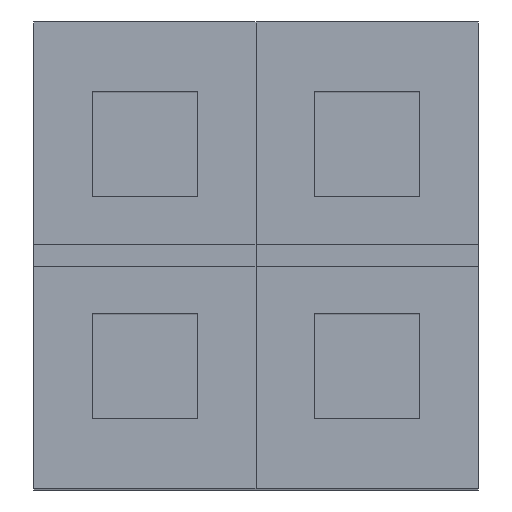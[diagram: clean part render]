
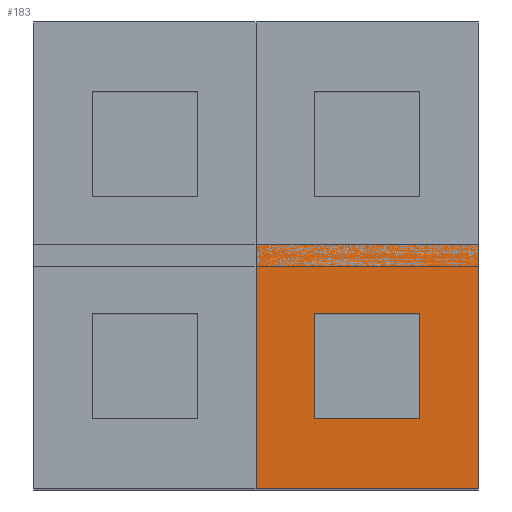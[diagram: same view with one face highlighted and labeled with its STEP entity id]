
A CAD part, top view. The second image highlights one B-rep face of the part: STEP entity #183.
In plain terms, the highlighted planar face has unit normal (0, 0, 1).
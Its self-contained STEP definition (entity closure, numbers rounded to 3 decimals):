
#21 = CARTESIAN_POINT ( 'NONE',  ( 3.14, -0.6, 10. ) ) ;
#60 = CARTESIAN_POINT ( 'NONE',  ( 3.14, 0.6, 10. ) ) ;
#74 = LINE ( 'NONE', #1897, #2090 ) ;
#76 = ORIENTED_EDGE ( 'NONE', *, *, #1443, .F. ) ;
#104 = CARTESIAN_POINT ( 'NONE',  ( 3.81, -1.395, 10. ) ) ;
#140 = VECTOR ( 'NONE', #170, 1000. ) ;
#152 = LINE ( 'NONE', #60, #1383 ) ;
#170 = DIRECTION ( 'NONE',  ( 0., -1., 0. ) ) ;
#179 = CARTESIAN_POINT ( 'NONE',  ( 1.27, 1.395, 10. ) ) ;
#183 = ADVANCED_FACE ( 'NONE', ( #1377, #314 ), #1446, .F. ) ;
#203 = EDGE_CURVE ( 'NONE', #1749, #2143, #1375, .T. ) ;
#234 = ORIENTED_EDGE ( 'NONE', *, *, #203, .T. ) ;
#251 = ORIENTED_EDGE ( 'NONE', *, *, #2078, .F. ) ;
#277 = CARTESIAN_POINT ( 'NONE',  ( 1.27, 1.395, 10. ) ) ;
#279 = EDGE_CURVE ( 'NONE', #1424, #1795, #1165, .T. ) ;
#304 = CARTESIAN_POINT ( 'NONE',  ( 1.94, -0.6, 10. ) ) ;
#314 = FACE_OUTER_BOUND ( 'NONE', #2006, .T. ) ;
#322 = VECTOR ( 'NONE', #775, 1000. ) ;
#463 = LINE ( 'NONE', #179, #322 ) ;
#502 = VECTOR ( 'NONE', #2513, 1000. ) ;
#512 = DIRECTION ( 'NONE',  ( 0., -1., 0. ) ) ;
#640 = VECTOR ( 'NONE', #1992, 1000. ) ;
#664 = CARTESIAN_POINT ( 'NONE',  ( 1.27, -1.395, 10. ) ) ;
#672 = ORIENTED_EDGE ( 'NONE', *, *, #960, .F. ) ;
#691 = ORIENTED_EDGE ( 'NONE', *, *, #279, .F. ) ;
#775 = DIRECTION ( 'NONE',  ( 1., 0., 0. ) ) ;
#846 = VERTEX_POINT ( 'NONE', #2236 ) ;
#856 = ORIENTED_EDGE ( 'NONE', *, *, #1202, .F. ) ;
#866 = CARTESIAN_POINT ( 'NONE',  ( 3.81, 1.395, 10. ) ) ;
#889 = ORIENTED_EDGE ( 'NONE', *, *, #1345, .T. ) ;
#960 = EDGE_CURVE ( 'NONE', #1795, #1488, #152, .T. ) ;
#1038 = DIRECTION ( 'NONE',  ( 0., 0., -1. ) ) ;
#1088 = DIRECTION ( 'NONE',  ( 1., 0., 0. ) ) ;
#1165 = LINE ( 'NONE', #1489, #1196 ) ;
#1196 = VECTOR ( 'NONE', #1088, 1000. ) ;
#1202 = EDGE_CURVE ( 'NONE', #2222, #1964, #463, .T. ) ;
#1229 = CARTESIAN_POINT ( 'NONE',  ( 1.27, 1.395, 10. ) ) ;
#1268 = DIRECTION ( 'NONE',  ( -1., 0., 0. ) ) ;
#1317 = CARTESIAN_POINT ( 'NONE',  ( 3.14, 0.6, 10. ) ) ;
#1345 = EDGE_CURVE ( 'NONE', #2222, #1749, #2017, .T. ) ;
#1354 = AXIS2_PLACEMENT_3D ( 'NONE', #277, #1038, #1268 ) ;
#1375 = LINE ( 'NONE', #664, #2410 ) ;
#1377 = FACE_BOUND ( 'NONE', #1433, .T. ) ;
#1380 = CARTESIAN_POINT ( 'NONE',  ( 1.94, 0.6, 10. ) ) ;
#1383 = VECTOR ( 'NONE', #1885, 1000. ) ;
#1424 = VERTEX_POINT ( 'NONE', #304 ) ;
#1433 = EDGE_LOOP ( 'NONE', ( #2491, #672, #691, #251 ) ) ;
#1443 = EDGE_CURVE ( 'NONE', #1964, #2143, #2197, .T. ) ;
#1446 = PLANE ( 'NONE',  #1354 ) ;
#1488 = VERTEX_POINT ( 'NONE', #1317 ) ;
#1489 = CARTESIAN_POINT ( 'NONE',  ( 1.94, -0.6, 10. ) ) ;
#1515 = LINE ( 'NONE', #1380, #502 ) ;
#1544 = CARTESIAN_POINT ( 'NONE',  ( 1.27, 1.395, 10. ) ) ;
#1608 = EDGE_CURVE ( 'NONE', #1488, #846, #1515, .T. ) ;
#1749 = VERTEX_POINT ( 'NONE', #2316 ) ;
#1795 = VERTEX_POINT ( 'NONE', #21 ) ;
#1845 = DIRECTION ( 'NONE',  ( 1., 0., 0. ) ) ;
#1885 = DIRECTION ( 'NONE',  ( 0., 1., 0. ) ) ;
#1897 = CARTESIAN_POINT ( 'NONE',  ( 1.94, 0.6, 10. ) ) ;
#1964 = VERTEX_POINT ( 'NONE', #866 ) ;
#1992 = DIRECTION ( 'NONE',  ( 0., -1., 0. ) ) ;
#2006 = EDGE_LOOP ( 'NONE', ( #234, #76, #856, #889 ) ) ;
#2017 = LINE ( 'NONE', #1229, #640 ) ;
#2078 = EDGE_CURVE ( 'NONE', #846, #1424, #74, .T. ) ;
#2082 = CARTESIAN_POINT ( 'NONE',  ( 3.81, 1.395, 10. ) ) ;
#2090 = VECTOR ( 'NONE', #512, 1000. ) ;
#2143 = VERTEX_POINT ( 'NONE', #104 ) ;
#2197 = LINE ( 'NONE', #2082, #140 ) ;
#2222 = VERTEX_POINT ( 'NONE', #1544 ) ;
#2236 = CARTESIAN_POINT ( 'NONE',  ( 1.94, 0.6, 10. ) ) ;
#2316 = CARTESIAN_POINT ( 'NONE',  ( 1.27, -1.395, 10. ) ) ;
#2410 = VECTOR ( 'NONE', #1845, 1000. ) ;
#2491 = ORIENTED_EDGE ( 'NONE', *, *, #1608, .F. ) ;
#2513 = DIRECTION ( 'NONE',  ( -1., 0., 0. ) ) ;
